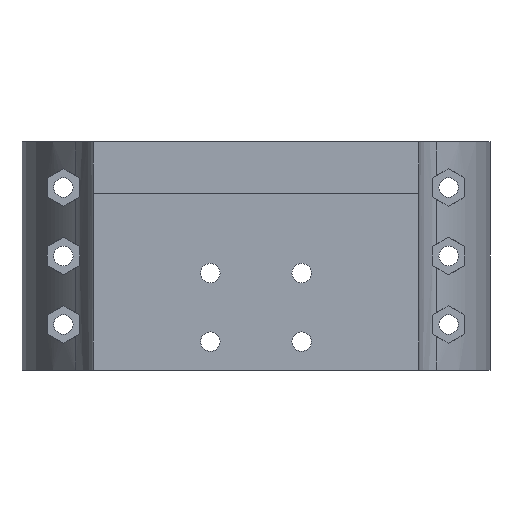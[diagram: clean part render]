
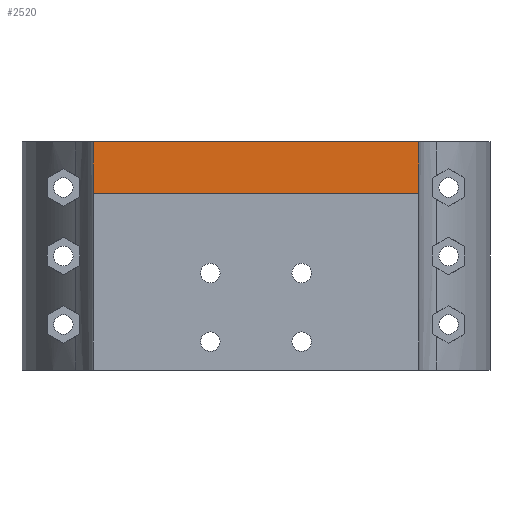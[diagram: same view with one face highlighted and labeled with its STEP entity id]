
A CAD part, left-side view. The second image highlights one B-rep face of the part: STEP entity #2520.
In plain terms, the highlighted planar face has unit normal (-1, 0, 0).
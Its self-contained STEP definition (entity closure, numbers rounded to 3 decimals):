
#55 = CYLINDRICAL_SURFACE('',#56,14.);
#56 = AXIS2_PLACEMENT_3D('',#57,#58,#59);
#57 = CARTESIAN_POINT('',(66.089,42.5,62.));
#58 = DIRECTION('',(0.,0.,1.));
#59 = DIRECTION('',(0.635,-0.773,0.));
#145 = PLANE('',#146);
#146 = AXIS2_PLACEMENT_3D('',#147,#148,#149);
#147 = CARTESIAN_POINT('',(100.5,40.997,102.));
#148 = DIRECTION('',(0.,0.,-1.));
#149 = DIRECTION('',(-1.,0.,0.));
#783 = VERTEX_POINT('',#784);
#784 = CARTESIAN_POINT('',(67.,28.53,93.));
#799 = PLANE('',#800);
#800 = AXIS2_PLACEMENT_3D('',#801,#802,#803);
#801 = CARTESIAN_POINT('',(66.,-32.825,93.));
#802 = DIRECTION('',(0.,0.,-1.));
#803 = DIRECTION('',(-1.,0.,0.));
#815 = EDGE_CURVE('',#783,#816,#818,.T.);
#816 = VERTEX_POINT('',#817);
#817 = CARTESIAN_POINT('',(67.,28.53,102.));
#818 = SURFACE_CURVE('',#819,(#823,#829),.PCURVE_S1.);
#819 = LINE('',#820,#821);
#820 = CARTESIAN_POINT('',(67.,28.53,62.));
#821 = VECTOR('',#822,1.);
#822 = DIRECTION('',(0.,0.,1.));
#823 = PCURVE('',#55,#824);
#824 = DEFINITIONAL_REPRESENTATION('',(#825),#828);
#825 = B_SPLINE_CURVE_WITH_KNOTS('',1,(#826,#827),.UNSPECIFIED.,.F.,.F.,
  (2,2),(30.1,40.),.PIECEWISE_BEZIER_KNOTS.);
#826 = CARTESIAN_POINT('',(-0.623,30.1));
#827 = CARTESIAN_POINT('',(-0.623,40.));
#828 = ( GEOMETRIC_REPRESENTATION_CONTEXT(2) 
PARAMETRIC_REPRESENTATION_CONTEXT() REPRESENTATION_CONTEXT('2D SPACE',''
  ) );
#829 = PCURVE('',#830,#835);
#830 = PLANE('',#831);
#831 = AXIS2_PLACEMENT_3D('',#832,#833,#834);
#832 = CARTESIAN_POINT('',(67.,-32.825,102.));
#833 = DIRECTION('',(1.,0.,0.));
#834 = DIRECTION('',(0.,1.,0.));
#835 = DEFINITIONAL_REPRESENTATION('',(#836),#839);
#836 = B_SPLINE_CURVE_WITH_KNOTS('',1,(#837,#838),.UNSPECIFIED.,.F.,.F.,
  (2,2),(30.1,40.),.PIECEWISE_BEZIER_KNOTS.);
#837 = CARTESIAN_POINT('',(61.355,-9.9));
#838 = CARTESIAN_POINT('',(61.355,0.));
#839 = ( GEOMETRIC_REPRESENTATION_CONTEXT(2) 
PARAMETRIC_REPRESENTATION_CONTEXT() REPRESENTATION_CONTEXT('2D SPACE',''
  ) );
#2063 = VERTEX_POINT('',#2064);
#2064 = CARTESIAN_POINT('',(67.,-28.53,102.));
#2079 = CYLINDRICAL_SURFACE('',#2080,14.);
#2080 = AXIS2_PLACEMENT_3D('',#2081,#2082,#2083);
#2081 = CARTESIAN_POINT('',(66.089,-42.5,62.));
#2082 = DIRECTION('',(0.,0.,1.));
#2083 = DIRECTION('',(0.,1.,0.));
#2091 = EDGE_CURVE('',#2063,#816,#2092,.T.);
#2092 = SURFACE_CURVE('',#2093,(#2097,#2104),.PCURVE_S1.);
#2093 = LINE('',#2094,#2095);
#2094 = CARTESIAN_POINT('',(67.,-32.825,102.));
#2095 = VECTOR('',#2096,1.);
#2096 = DIRECTION('',(0.,1.,0.));
#2097 = PCURVE('',#145,#2098);
#2098 = DEFINITIONAL_REPRESENTATION('',(#2099),#2103);
#2099 = LINE('',#2100,#2101);
#2100 = CARTESIAN_POINT('',(33.5,-73.822));
#2101 = VECTOR('',#2102,1.);
#2102 = DIRECTION('',(0.,1.));
#2103 = ( GEOMETRIC_REPRESENTATION_CONTEXT(2) 
PARAMETRIC_REPRESENTATION_CONTEXT() REPRESENTATION_CONTEXT('2D SPACE',''
  ) );
#2104 = PCURVE('',#830,#2105);
#2105 = DEFINITIONAL_REPRESENTATION('',(#2106),#2110);
#2106 = LINE('',#2107,#2108);
#2107 = CARTESIAN_POINT('',(0.,0.));
#2108 = VECTOR('',#2109,1.);
#2109 = DIRECTION('',(1.,0.));
#2110 = ( GEOMETRIC_REPRESENTATION_CONTEXT(2) 
PARAMETRIC_REPRESENTATION_CONTEXT() REPRESENTATION_CONTEXT('2D SPACE',''
  ) );
#2520 = ADVANCED_FACE('',(#2521),#830,.F.);
#2521 = FACE_BOUND('',#2522,.F.);
#2522 = EDGE_LOOP('',(#2523,#2524,#2545,#2566));
#2523 = ORIENTED_EDGE('',*,*,#2091,.F.);
#2524 = ORIENTED_EDGE('',*,*,#2525,.F.);
#2525 = EDGE_CURVE('',#2526,#2063,#2528,.T.);
#2526 = VERTEX_POINT('',#2527);
#2527 = CARTESIAN_POINT('',(67.,-28.53,93.));
#2528 = SURFACE_CURVE('',#2529,(#2533,#2539),.PCURVE_S1.);
#2529 = LINE('',#2530,#2531);
#2530 = CARTESIAN_POINT('',(67.,-28.53,62.));
#2531 = VECTOR('',#2532,1.);
#2532 = DIRECTION('',(0.,0.,1.));
#2533 = PCURVE('',#830,#2534);
#2534 = DEFINITIONAL_REPRESENTATION('',(#2535),#2538);
#2535 = B_SPLINE_CURVE_WITH_KNOTS('',1,(#2536,#2537),.UNSPECIFIED.,.F.,
  .F.,(2,2),(30.1,40.),.PIECEWISE_BEZIER_KNOTS.);
#2536 = CARTESIAN_POINT('',(4.295,-9.9));
#2537 = CARTESIAN_POINT('',(4.295,0.));
#2538 = ( GEOMETRIC_REPRESENTATION_CONTEXT(2) 
PARAMETRIC_REPRESENTATION_CONTEXT() REPRESENTATION_CONTEXT('2D SPACE',''
  ) );
#2539 = PCURVE('',#2079,#2540);
#2540 = DEFINITIONAL_REPRESENTATION('',(#2541),#2544);
#2541 = B_SPLINE_CURVE_WITH_KNOTS('',1,(#2542,#2543),.UNSPECIFIED.,.F.,
  .F.,(2,2),(30.1,40.),.PIECEWISE_BEZIER_KNOTS.);
#2542 = CARTESIAN_POINT('',(-0.065,30.1));
#2543 = CARTESIAN_POINT('',(-0.065,40.));
#2544 = ( GEOMETRIC_REPRESENTATION_CONTEXT(2) 
PARAMETRIC_REPRESENTATION_CONTEXT() REPRESENTATION_CONTEXT('2D SPACE',''
  ) );
#2545 = ORIENTED_EDGE('',*,*,#2546,.T.);
#2546 = EDGE_CURVE('',#2526,#783,#2547,.T.);
#2547 = SURFACE_CURVE('',#2548,(#2552,#2559),.PCURVE_S1.);
#2548 = LINE('',#2549,#2550);
#2549 = CARTESIAN_POINT('',(67.,-32.825,93.));
#2550 = VECTOR('',#2551,1.);
#2551 = DIRECTION('',(0.,1.,0.));
#2552 = PCURVE('',#830,#2553);
#2553 = DEFINITIONAL_REPRESENTATION('',(#2554),#2558);
#2554 = LINE('',#2555,#2556);
#2555 = CARTESIAN_POINT('',(0.,-9.));
#2556 = VECTOR('',#2557,1.);
#2557 = DIRECTION('',(1.,0.));
#2558 = ( GEOMETRIC_REPRESENTATION_CONTEXT(2) 
PARAMETRIC_REPRESENTATION_CONTEXT() REPRESENTATION_CONTEXT('2D SPACE',''
  ) );
#2559 = PCURVE('',#799,#2560);
#2560 = DEFINITIONAL_REPRESENTATION('',(#2561),#2565);
#2561 = LINE('',#2562,#2563);
#2562 = CARTESIAN_POINT('',(-1.,0.));
#2563 = VECTOR('',#2564,1.);
#2564 = DIRECTION('',(0.,1.));
#2565 = ( GEOMETRIC_REPRESENTATION_CONTEXT(2) 
PARAMETRIC_REPRESENTATION_CONTEXT() REPRESENTATION_CONTEXT('2D SPACE',''
  ) );
#2566 = ORIENTED_EDGE('',*,*,#815,.T.);
